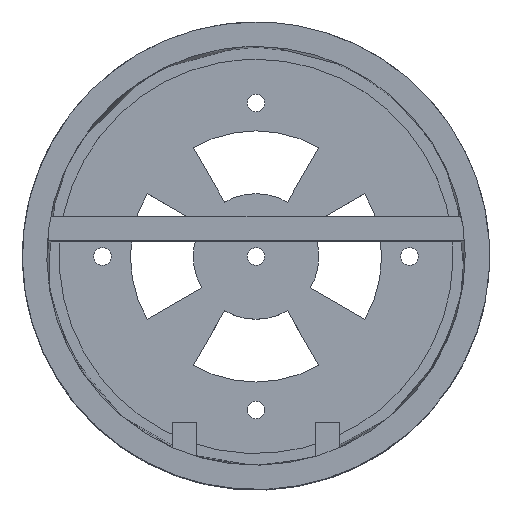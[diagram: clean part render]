
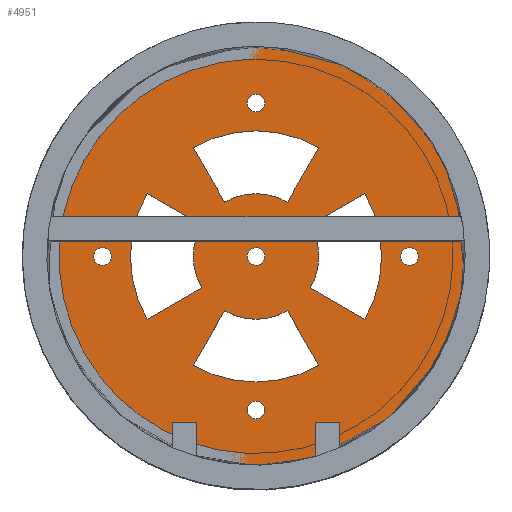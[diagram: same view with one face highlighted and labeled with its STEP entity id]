
A CAD part, top view. The second image highlights one B-rep face of the part: STEP entity #4951.
In plain terms, the highlighted face is planar.
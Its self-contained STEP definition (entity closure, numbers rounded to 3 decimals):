
#109=FACE_BOUND('',#940,.T.);
#110=FACE_BOUND('',#941,.T.);
#111=FACE_BOUND('',#942,.T.);
#112=FACE_BOUND('',#943,.T.);
#113=FACE_BOUND('',#944,.T.);
#114=FACE_BOUND('',#945,.T.);
#115=FACE_BOUND('',#946,.T.);
#116=FACE_BOUND('',#947,.T.);
#117=FACE_BOUND('',#948,.T.);
#160=CIRCLE('',#5244,18.);
#162=CIRCLE('',#5248,9.);
#164=CIRCLE('',#5252,18.);
#166=CIRCLE('',#5256,9.);
#168=CIRCLE('',#5260,18.);
#170=CIRCLE('',#5264,9.);
#172=CIRCLE('',#5268,18.);
#174=CIRCLE('',#5272,9.);
#203=CIRCLE('',#5317,1.25);
#204=CIRCLE('',#5319,1.25);
#205=CIRCLE('',#5321,1.25);
#206=CIRCLE('',#5323,1.25);
#207=CIRCLE('',#5325,1.25);
#214=CIRCLE('',#5342,30.);
#215=CIRCLE('',#5343,30.);
#651=FACE_OUTER_BOUND('',#939,.T.);
#939=EDGE_LOOP('',(#4515,#4516));
#940=EDGE_LOOP('',(#4517,#4518,#4519,#4520));
#941=EDGE_LOOP('',(#4521,#4522,#4523,#4524));
#942=EDGE_LOOP('',(#4525,#4526,#4527,#4528));
#943=EDGE_LOOP('',(#4529,#4530,#4531,#4532));
#944=EDGE_LOOP('',(#4533));
#945=EDGE_LOOP('',(#4534));
#946=EDGE_LOOP('',(#4535));
#947=EDGE_LOOP('',(#4536));
#948=EDGE_LOOP('',(#4537));
#1302=LINE('',#10078,#1724);
#1306=LINE('',#10090,#1728);
#1310=LINE('',#10102,#1732);
#1314=LINE('',#10114,#1736);
#1318=LINE('',#10126,#1740);
#1322=LINE('',#10138,#1744);
#1326=LINE('',#10150,#1748);
#1330=LINE('',#10162,#1752);
#1724=VECTOR('',#6230,10.);
#1728=VECTOR('',#6242,10.);
#1732=VECTOR('',#6254,10.);
#1736=VECTOR('',#6266,10.);
#1740=VECTOR('',#6278,10.);
#1744=VECTOR('',#6290,10.);
#1748=VECTOR('',#6302,10.);
#1752=VECTOR('',#6314,10.);
#2247=VERTEX_POINT('',#10075);
#2248=VERTEX_POINT('',#10077);
#2250=VERTEX_POINT('',#10083);
#2252=VERTEX_POINT('',#10089);
#2255=VERTEX_POINT('',#10099);
#2256=VERTEX_POINT('',#10101);
#2258=VERTEX_POINT('',#10107);
#2260=VERTEX_POINT('',#10113);
#2263=VERTEX_POINT('',#10123);
#2264=VERTEX_POINT('',#10125);
#2266=VERTEX_POINT('',#10131);
#2268=VERTEX_POINT('',#10137);
#2271=VERTEX_POINT('',#10147);
#2272=VERTEX_POINT('',#10149);
#2274=VERTEX_POINT('',#10155);
#2276=VERTEX_POINT('',#10161);
#2328=VERTEX_POINT('',#10485);
#2329=VERTEX_POINT('',#10489);
#2330=VERTEX_POINT('',#10493);
#2331=VERTEX_POINT('',#10497);
#2332=VERTEX_POINT('',#10501);
#2340=VERTEX_POINT('',#10564);
#2341=VERTEX_POINT('',#10565);
#2932=EDGE_CURVE('',#2248,#2247,#1302,.T.);
#2935=EDGE_CURVE('',#2250,#2248,#160,.T.);
#2938=EDGE_CURVE('',#2252,#2250,#1306,.T.);
#2941=EDGE_CURVE('',#2247,#2252,#162,.T.);
#2944=EDGE_CURVE('',#2256,#2255,#1310,.T.);
#2947=EDGE_CURVE('',#2258,#2256,#164,.T.);
#2950=EDGE_CURVE('',#2260,#2258,#1314,.T.);
#2953=EDGE_CURVE('',#2255,#2260,#166,.T.);
#2956=EDGE_CURVE('',#2264,#2263,#1318,.T.);
#2959=EDGE_CURVE('',#2266,#2264,#168,.T.);
#2962=EDGE_CURVE('',#2268,#2266,#1322,.T.);
#2965=EDGE_CURVE('',#2263,#2268,#170,.T.);
#2968=EDGE_CURVE('',#2272,#2271,#1326,.T.);
#2971=EDGE_CURVE('',#2274,#2272,#172,.T.);
#2974=EDGE_CURVE('',#2276,#2274,#1330,.T.);
#2977=EDGE_CURVE('',#2271,#2276,#174,.T.);
#3044=EDGE_CURVE('',#2328,#2328,#203,.T.);
#3046=EDGE_CURVE('',#2329,#2329,#204,.T.);
#3048=EDGE_CURVE('',#2330,#2330,#205,.T.);
#3050=EDGE_CURVE('',#2331,#2331,#206,.T.);
#3052=EDGE_CURVE('',#2332,#2332,#207,.T.);
#3071=EDGE_CURVE('',#2340,#2341,#214,.T.);
#3072=EDGE_CURVE('',#2341,#2340,#215,.T.);
#4515=ORIENTED_EDGE('',*,*,#3071,.T.);
#4516=ORIENTED_EDGE('',*,*,#3072,.T.);
#4517=ORIENTED_EDGE('',*,*,#2932,.T.);
#4518=ORIENTED_EDGE('',*,*,#2941,.T.);
#4519=ORIENTED_EDGE('',*,*,#2938,.T.);
#4520=ORIENTED_EDGE('',*,*,#2935,.T.);
#4521=ORIENTED_EDGE('',*,*,#2944,.T.);
#4522=ORIENTED_EDGE('',*,*,#2953,.T.);
#4523=ORIENTED_EDGE('',*,*,#2950,.T.);
#4524=ORIENTED_EDGE('',*,*,#2947,.T.);
#4525=ORIENTED_EDGE('',*,*,#2956,.T.);
#4526=ORIENTED_EDGE('',*,*,#2965,.T.);
#4527=ORIENTED_EDGE('',*,*,#2962,.T.);
#4528=ORIENTED_EDGE('',*,*,#2959,.T.);
#4529=ORIENTED_EDGE('',*,*,#2968,.T.);
#4530=ORIENTED_EDGE('',*,*,#2977,.T.);
#4531=ORIENTED_EDGE('',*,*,#2974,.T.);
#4532=ORIENTED_EDGE('',*,*,#2971,.T.);
#4533=ORIENTED_EDGE('',*,*,#3044,.T.);
#4534=ORIENTED_EDGE('',*,*,#3046,.T.);
#4535=ORIENTED_EDGE('',*,*,#3048,.T.);
#4536=ORIENTED_EDGE('',*,*,#3050,.T.);
#4537=ORIENTED_EDGE('',*,*,#3052,.T.);
#4705=PLANE('',#5344);
#4951=ADVANCED_FACE('',(#651,#109,#110,#111,#112,#113,#114,#115,#116,#117),
#4705,.T.);
#5244=AXIS2_PLACEMENT_3D('',#10084,#6236,#6237);
#5248=AXIS2_PLACEMENT_3D('',#10094,#6248,#6249);
#5252=AXIS2_PLACEMENT_3D('',#10108,#6260,#6261);
#5256=AXIS2_PLACEMENT_3D('',#10118,#6272,#6273);
#5260=AXIS2_PLACEMENT_3D('',#10132,#6284,#6285);
#5264=AXIS2_PLACEMENT_3D('',#10142,#6296,#6297);
#5268=AXIS2_PLACEMENT_3D('',#10156,#6308,#6309);
#5272=AXIS2_PLACEMENT_3D('',#10166,#6320,#6321);
#5317=AXIS2_PLACEMENT_3D('',#10487,#6438,#6439);
#5319=AXIS2_PLACEMENT_3D('',#10491,#6443,#6444);
#5321=AXIS2_PLACEMENT_3D('',#10495,#6448,#6449);
#5323=AXIS2_PLACEMENT_3D('',#10499,#6453,#6454);
#5325=AXIS2_PLACEMENT_3D('',#10503,#6458,#6459);
#5342=AXIS2_PLACEMENT_3D('',#10566,#6498,#6499);
#5343=AXIS2_PLACEMENT_3D('',#10567,#6500,#6501);
#5344=AXIS2_PLACEMENT_3D('',#10569,#6503,#6504);
#6230=DIRECTION('',(-0.866,-0.5,0.));
#6236=DIRECTION('center_axis',(0.,0.,1.));
#6237=DIRECTION('ref_axis',(0.866,0.5,0.));
#6242=DIRECTION('',(0.866,-0.5,0.));
#6248=DIRECTION('center_axis',(0.,0.,-1.));
#6249=DIRECTION('ref_axis',(0.866,0.5,0.));
#6254=DIRECTION('',(0.866,0.5,0.));
#6260=DIRECTION('center_axis',(0.,0.,1.));
#6261=DIRECTION('ref_axis',(-0.866,-0.5,0.));
#6266=DIRECTION('',(-0.866,0.5,0.));
#6272=DIRECTION('center_axis',(0.,0.,-1.));
#6273=DIRECTION('ref_axis',(-0.866,-0.5,0.));
#6278=DIRECTION('',(0.5,-0.866,0.));
#6284=DIRECTION('center_axis',(0.,0.,1.));
#6285=DIRECTION('ref_axis',(-0.5,0.866,0.));
#6290=DIRECTION('',(0.5,0.866,0.));
#6296=DIRECTION('center_axis',(0.,0.,-1.));
#6297=DIRECTION('ref_axis',(-0.5,0.866,0.));
#6302=DIRECTION('',(-0.5,0.866,0.));
#6308=DIRECTION('center_axis',(0.,0.,1.));
#6309=DIRECTION('ref_axis',(0.5,-0.866,0.));
#6314=DIRECTION('',(-0.5,-0.866,0.));
#6320=DIRECTION('center_axis',(0.,0.,-1.));
#6321=DIRECTION('ref_axis',(0.5,-0.866,0.));
#6438=DIRECTION('center_axis',(0.,0.,1.));
#6439=DIRECTION('ref_axis',(1.,0.,0.));
#6443=DIRECTION('center_axis',(0.,0.,1.));
#6444=DIRECTION('ref_axis',(1.,0.,0.));
#6448=DIRECTION('center_axis',(0.,0.,1.));
#6449=DIRECTION('ref_axis',(1.,0.,0.));
#6453=DIRECTION('center_axis',(0.,0.,1.));
#6454=DIRECTION('ref_axis',(1.,0.,0.));
#6458=DIRECTION('center_axis',(0.,0.,1.));
#6459=DIRECTION('ref_axis',(1.,0.,0.));
#6498=DIRECTION('center_axis',(0.,0.,
-1.));
#6499=DIRECTION('ref_axis',(0.317,-0.949,0.));
#6500=DIRECTION('center_axis',(0.,0.,
-1.));
#6501=DIRECTION('ref_axis',(0.317,-0.949,0.));
#6503=DIRECTION('center_axis',(0.,0.,-1.));
#6504=DIRECTION('ref_axis',(1.,0.,0.));
#10075=CARTESIAN_POINT('',(7.794,26.326,-34.492));
#10077=CARTESIAN_POINT('',(15.589,30.826,-34.492));
#10078=CARTESIAN_POINT('',(7.794,26.326,-34.492));
#10083=CARTESIAN_POINT('',(15.588,12.826,-34.492));
#10084=CARTESIAN_POINT('Origin',(0.,21.826,-34.492));
#10089=CARTESIAN_POINT('',(7.794,17.326,-34.492));
#10090=CARTESIAN_POINT('',(3.897,19.576,-34.492));
#10094=CARTESIAN_POINT('Origin',(0.,21.826,-34.492));
#10099=CARTESIAN_POINT('',(-7.794,17.327,-34.492));
#10101=CARTESIAN_POINT('',(-15.589,12.827,-34.492));
#10102=CARTESIAN_POINT('',(-7.794,17.327,-34.492));
#10107=CARTESIAN_POINT('',(-15.588,30.827,-34.492));
#10108=CARTESIAN_POINT('Origin',(0.,21.826,-34.492));
#10113=CARTESIAN_POINT('',(-7.794,26.327,-34.492));
#10114=CARTESIAN_POINT('',(-3.897,24.077,-34.492));
#10118=CARTESIAN_POINT('Origin',(0.,21.826,-34.492));
#10123=CARTESIAN_POINT('',(-4.5,29.621,-34.492));
#10125=CARTESIAN_POINT('',(-9.,37.415,-34.492));
#10126=CARTESIAN_POINT('',(-4.5,29.621,-34.492));
#10131=CARTESIAN_POINT('',(9.,37.415,-34.492));
#10132=CARTESIAN_POINT('Origin',(0.,21.826,-34.492));
#10137=CARTESIAN_POINT('',(4.5,29.62,-34.492));
#10138=CARTESIAN_POINT('',(2.25,25.723,-34.492));
#10142=CARTESIAN_POINT('Origin',(0.,21.826,-34.492));
#10147=CARTESIAN_POINT('',(4.5,14.032,-34.492));
#10149=CARTESIAN_POINT('',(9.,6.238,-34.492));
#10150=CARTESIAN_POINT('',(4.5,14.032,-34.492));
#10155=CARTESIAN_POINT('',(-9.,6.238,-34.492));
#10156=CARTESIAN_POINT('Origin',(0.,21.826,-34.492));
#10161=CARTESIAN_POINT('',(-4.5,14.032,-34.492));
#10162=CARTESIAN_POINT('',(-2.25,17.929,-34.492));
#10166=CARTESIAN_POINT('Origin',(0.,21.826,-34.492));
#10485=CARTESIAN_POINT('',(-1.25,-0.174,-34.492));
#10487=CARTESIAN_POINT('Origin',(0.,-0.174,-34.492));
#10489=CARTESIAN_POINT('',(-1.25,21.826,-34.492));
#10491=CARTESIAN_POINT('Origin',(0.,21.826,-34.492));
#10493=CARTESIAN_POINT('',(-1.25,43.826,-34.492));
#10495=CARTESIAN_POINT('Origin',(0.,43.826,
-34.492));
#10497=CARTESIAN_POINT('',(20.75,21.826,-34.492));
#10499=CARTESIAN_POINT('Origin',(22.,21.826,-34.492));
#10501=CARTESIAN_POINT('',(-23.25,21.826,-34.492));
#10503=CARTESIAN_POINT('Origin',(-22.,21.826,-34.492));
#10564=CARTESIAN_POINT('',(29.896,19.326,-34.492));
#10565=CARTESIAN_POINT('',(-9.5,50.282,-34.492));
#10566=CARTESIAN_POINT('Origin',(0.,21.826,
-34.492));
#10567=CARTESIAN_POINT('Origin',(0.,21.826,
-34.492));
#10569=CARTESIAN_POINT('Origin',(0.,21.826,
-34.492));
